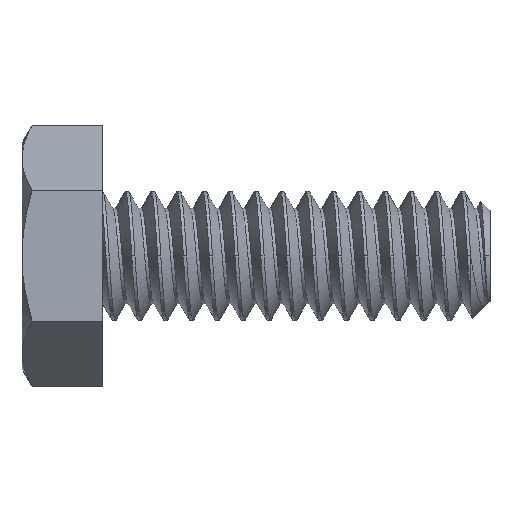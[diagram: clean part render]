
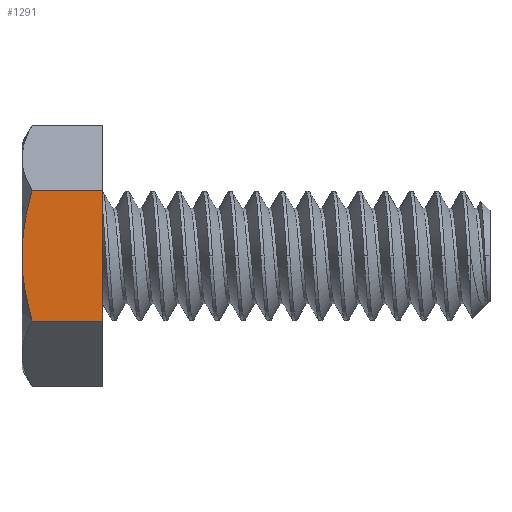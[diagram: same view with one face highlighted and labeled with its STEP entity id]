
A CAD part, top view. The second image highlights one B-rep face of the part: STEP entity #1291.
In plain terms, the highlighted planar face has unit normal (0, 0, 1).
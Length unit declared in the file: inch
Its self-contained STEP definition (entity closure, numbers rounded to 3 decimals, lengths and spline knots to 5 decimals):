
#20 = CARTESIAN_POINT ( 'NONE',  ( -0.45129, -0.04257, 0.21875 ) ) ;
#351 = PLANE ( 'NONE',  #2336 ) ;
#422 = DIRECTION ( 'NONE',  ( 0., 1., 0. ) ) ;
#539 = B_SPLINE_CURVE_WITH_KNOTS ( 'NONE', 3,
 ( #3548, #3951, #2357, #20, #3563, #1586 ),
 .UNSPECIFIED., .F., .F.,
 ( 4, 2, 4 ),
 ( 0.00595, 0.00758, 0.0092 ),
 .UNSPECIFIED. ) ;
#590 = CARTESIAN_POINT ( 'NONE',  ( -0.45312, 0., 0.21875 ) ) ;
#687 = ORIENTED_EDGE ( 'NONE', *, *, #4177, .F. ) ;
#838 = LINE ( 'NONE', #1154, #1570 ) ;
#1154 = CARTESIAN_POINT ( 'NONE',  ( -0.45312, 0.1263, 0.21875 ) ) ;
#1282 = VERTEX_POINT ( 'NONE', #3543 ) ;
#1291 = ADVANCED_FACE ( 'NONE', ( #2934 ), #351, .F. ) ;
#1326 = LINE ( 'NONE', #4739, #4378 ) ;
#1570 = VECTOR ( 'NONE', #1982, 39.37008 ) ;
#1586 = CARTESIAN_POINT ( 'NONE',  ( -0.45312, 0., 0.21875 ) ) ;
#1724 = ORIENTED_EDGE ( 'NONE', *, *, #3175, .F. ) ;
#1731 = CARTESIAN_POINT ( 'NONE',  ( -0.43359, 0.1263, 0.21875 ) ) ;
#1751 = VECTOR ( 'NONE', #3485, 39.37008 ) ;
#1982 = DIRECTION ( 'NONE',  ( 1., 0., 0. ) ) ;
#2104 = B_SPLINE_CURVE_WITH_KNOTS ( 'NONE', 3,
 ( #590, #2485, #3719, #3354, #3280, #1731 ),
 .UNSPECIFIED., .F., .F.,
 ( 4, 2, 4 ),
 ( 0.0092, 0.01083, 0.01245 ),
 .UNSPECIFIED. ) ;
#2212 = VERTEX_POINT ( 'NONE', #3453 ) ;
#2316 = DIRECTION ( 'NONE',  ( 0., 0., -1. ) ) ;
#2336 = AXIS2_PLACEMENT_3D ( 'NONE', #5095, #2316, #422 ) ;
#2347 = VERTEX_POINT ( 'NONE', #3029 ) ;
#2349 = DIRECTION ( 'NONE',  ( 0., 1., 0. ) ) ;
#2357 = CARTESIAN_POINT ( 'NONE',  ( -0.44449, -0.0847, 0.21875 ) ) ;
#2485 = CARTESIAN_POINT ( 'NONE',  ( -0.45312, 0.02139, 0.21875 ) ) ;
#2780 = EDGE_LOOP ( 'NONE', ( #687, #3643, #3785, #1724, #3323 ) ) ;
#2812 = LINE ( 'NONE', #4705, #1751 ) ;
#2874 = VERTEX_POINT ( 'NONE', #3818 ) ;
#2934 = FACE_OUTER_BOUND ( 'NONE', #2780, .T. ) ;
#3029 = CARTESIAN_POINT ( 'NONE',  ( -0.43359, 0.1263, 0.21875 ) ) ;
#3032 = EDGE_CURVE ( 'NONE', #2874, #2212, #2812, .T. ) ;
#3175 = EDGE_CURVE ( 'NONE', #2347, #3775, #838, .T. ) ;
#3280 = CARTESIAN_POINT ( 'NONE',  ( -0.43948, 0.10587, 0.21875 ) ) ;
#3323 = ORIENTED_EDGE ( 'NONE', *, *, #5078, .F. ) ;
#3354 = CARTESIAN_POINT ( 'NONE',  ( -0.44439, 0.08518, 0.21875 ) ) ;
#3453 = CARTESIAN_POINT ( 'NONE',  ( -0.29688, -0.1263, 0.21875 ) ) ;
#3485 = DIRECTION ( 'NONE',  ( 1., 0., 0. ) ) ;
#3543 = CARTESIAN_POINT ( 'NONE',  ( -0.45312, 0., 0.21875 ) ) ;
#3548 = CARTESIAN_POINT ( 'NONE',  ( -0.43359, -0.1263, 0.21875 ) ) ;
#3563 = CARTESIAN_POINT ( 'NONE',  ( -0.45312, -0.02137, 0.21875 ) ) ;
#3575 = EDGE_CURVE ( 'NONE', #2212, #3775, #1326, .T. ) ;
#3643 = ORIENTED_EDGE ( 'NONE', *, *, #3032, .T. ) ;
#3719 = CARTESIAN_POINT ( 'NONE',  ( -0.45123, 0.04304, 0.21875 ) ) ;
#3775 = VERTEX_POINT ( 'NONE', #4417 ) ;
#3785 = ORIENTED_EDGE ( 'NONE', *, *, #3575, .T. ) ;
#3818 = CARTESIAN_POINT ( 'NONE',  ( -0.43359, -0.1263, 0.21875 ) ) ;
#3951 = CARTESIAN_POINT ( 'NONE',  ( -0.43952, -0.10573, 0.21875 ) ) ;
#4177 = EDGE_CURVE ( 'NONE', #2874, #1282, #539, .T. ) ;
#4378 = VECTOR ( 'NONE', #2349, 39.37008 ) ;
#4417 = CARTESIAN_POINT ( 'NONE',  ( -0.29688, 0.1263, 0.21875 ) ) ;
#4705 = CARTESIAN_POINT ( 'NONE',  ( -0.45312, -0.1263, 0.21875 ) ) ;
#4739 = CARTESIAN_POINT ( 'NONE',  ( -0.29688, -0.1263, 0.21875 ) ) ;
#5078 = EDGE_CURVE ( 'NONE', #1282, #2347, #2104, .T. ) ;
#5095 = CARTESIAN_POINT ( 'NONE',  ( -0.45312, -0.1263, 0.21875 ) ) ;
